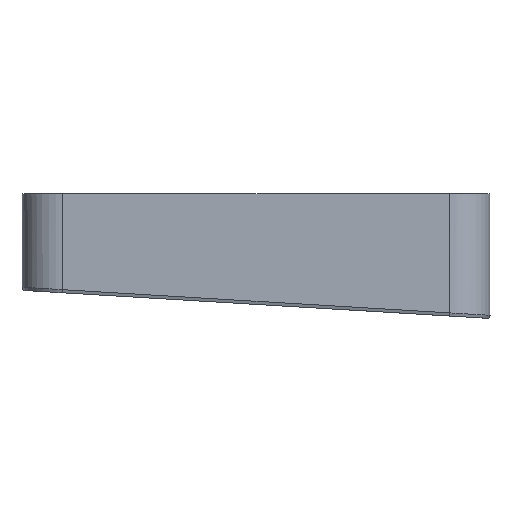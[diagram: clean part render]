
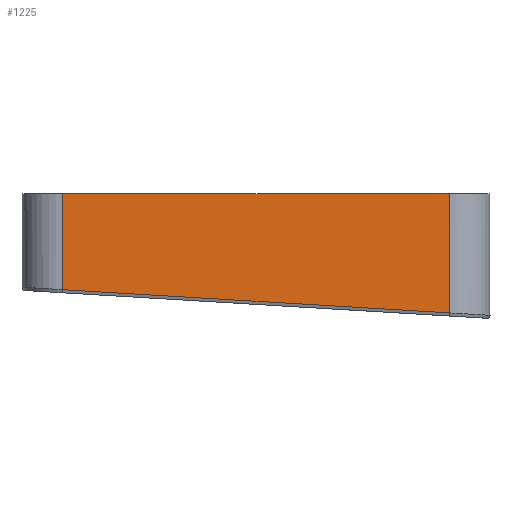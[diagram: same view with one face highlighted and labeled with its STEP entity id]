
A CAD part, left-side view. The second image highlights one B-rep face of the part: STEP entity #1225.
In plain terms, the highlighted planar face has unit normal (-1, 0, 0).
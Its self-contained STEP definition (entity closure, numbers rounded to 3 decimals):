
#126 = PLANE('',#127);
#127 = AXIS2_PLACEMENT_3D('',#128,#129,#130);
#128 = CARTESIAN_POINT('',(0.,0.,40.));
#129 = DIRECTION('',(0.,0.,1.));
#130 = DIRECTION('',(1.,0.,0.));
#379 = EDGE_CURVE('',#380,#382,#384,.T.);
#380 = VERTEX_POINT('',#381);
#381 = CARTESIAN_POINT('',(-115.,-62.,40.));
#382 = VERTEX_POINT('',#383);
#383 = CARTESIAN_POINT('',(-115.,62.,40.));
#384 = SURFACE_CURVE('',#385,(#389,#396),.PCURVE_S1.);
#385 = LINE('',#386,#387);
#386 = CARTESIAN_POINT('',(-115.,-62.,40.));
#387 = VECTOR('',#388,1.);
#388 = DIRECTION('',(0.,1.,0.));
#389 = PCURVE('',#126,#390);
#390 = DEFINITIONAL_REPRESENTATION('',(#391),#395);
#391 = LINE('',#392,#393);
#392 = CARTESIAN_POINT('',(-115.,-62.));
#393 = VECTOR('',#394,1.);
#394 = DIRECTION('',(0.,1.));
#395 = ( GEOMETRIC_REPRESENTATION_CONTEXT(2) 
PARAMETRIC_REPRESENTATION_CONTEXT() REPRESENTATION_CONTEXT('2D SPACE',''
  ) );
#396 = PCURVE('',#397,#402);
#397 = PLANE('',#398);
#398 = AXIS2_PLACEMENT_3D('',#399,#400,#401);
#399 = CARTESIAN_POINT('',(-115.,-62.,0.));
#400 = DIRECTION('',(-1.,0.,0.));
#401 = DIRECTION('',(0.,1.,0.));
#402 = DEFINITIONAL_REPRESENTATION('',(#403),#407);
#403 = LINE('',#404,#405);
#404 = CARTESIAN_POINT('',(0.,-40.));
#405 = VECTOR('',#406,1.);
#406 = DIRECTION('',(1.,0.));
#407 = ( GEOMETRIC_REPRESENTATION_CONTEXT(2) 
PARAMETRIC_REPRESENTATION_CONTEXT() REPRESENTATION_CONTEXT('2D SPACE',''
  ) );
#426 = CYLINDRICAL_SURFACE('',#427,13.);
#427 = AXIS2_PLACEMENT_3D('',#428,#429,#430);
#428 = CARTESIAN_POINT('',(-102.,-62.,0.));
#429 = DIRECTION('',(-0.,-0.,-1.));
#430 = DIRECTION('',(1.,0.,0.));
#595 = CYLINDRICAL_SURFACE('',#596,13.);
#596 = AXIS2_PLACEMENT_3D('',#597,#598,#599);
#597 = CARTESIAN_POINT('',(-102.,62.,0.));
#598 = DIRECTION('',(-0.,-0.,-1.));
#599 = DIRECTION('',(1.,0.,0.));
#1225 = ADVANCED_FACE('',(#1226),#397,.T.);
#1226 = FACE_BOUND('',#1227,.T.);
#1227 = EDGE_LOOP('',(#1228,#1251,#1252,#1275));
#1228 = ORIENTED_EDGE('',*,*,#1229,.T.);
#1229 = EDGE_CURVE('',#1230,#380,#1232,.T.);
#1230 = VERTEX_POINT('',#1231);
#1231 = CARTESIAN_POINT('',(-115.,-62.,1.782));
#1232 = SURFACE_CURVE('',#1233,(#1237,#1244),.PCURVE_S1.);
#1233 = LINE('',#1234,#1235);
#1234 = CARTESIAN_POINT('',(-115.,-62.,0.));
#1235 = VECTOR('',#1236,1.);
#1236 = DIRECTION('',(0.,0.,1.));
#1237 = PCURVE('',#397,#1238);
#1238 = DEFINITIONAL_REPRESENTATION('',(#1239),#1243);
#1239 = LINE('',#1240,#1241);
#1240 = CARTESIAN_POINT('',(0.,0.));
#1241 = VECTOR('',#1242,1.);
#1242 = DIRECTION('',(0.,-1.));
#1243 = ( GEOMETRIC_REPRESENTATION_CONTEXT(2) 
PARAMETRIC_REPRESENTATION_CONTEXT() REPRESENTATION_CONTEXT('2D SPACE',''
  ) );
#1244 = PCURVE('',#426,#1245);
#1245 = DEFINITIONAL_REPRESENTATION('',(#1246),#1250);
#1246 = LINE('',#1247,#1248);
#1247 = CARTESIAN_POINT('',(-3.142,0.));
#1248 = VECTOR('',#1249,1.);
#1249 = DIRECTION('',(-0.,-1.));
#1250 = ( GEOMETRIC_REPRESENTATION_CONTEXT(2) 
PARAMETRIC_REPRESENTATION_CONTEXT() REPRESENTATION_CONTEXT('2D SPACE',''
  ) );
#1251 = ORIENTED_EDGE('',*,*,#379,.T.);
#1252 = ORIENTED_EDGE('',*,*,#1253,.F.);
#1253 = EDGE_CURVE('',#1254,#382,#1256,.T.);
#1254 = VERTEX_POINT('',#1255);
#1255 = CARTESIAN_POINT('',(-115.,62.,9.222));
#1256 = SURFACE_CURVE('',#1257,(#1261,#1268),.PCURVE_S1.);
#1257 = LINE('',#1258,#1259);
#1258 = CARTESIAN_POINT('',(-115.,62.,0.));
#1259 = VECTOR('',#1260,1.);
#1260 = DIRECTION('',(0.,0.,1.));
#1261 = PCURVE('',#397,#1262);
#1262 = DEFINITIONAL_REPRESENTATION('',(#1263),#1267);
#1263 = LINE('',#1264,#1265);
#1264 = CARTESIAN_POINT('',(124.,0.));
#1265 = VECTOR('',#1266,1.);
#1266 = DIRECTION('',(0.,-1.));
#1267 = ( GEOMETRIC_REPRESENTATION_CONTEXT(2) 
PARAMETRIC_REPRESENTATION_CONTEXT() REPRESENTATION_CONTEXT('2D SPACE',''
  ) );
#1268 = PCURVE('',#595,#1269);
#1269 = DEFINITIONAL_REPRESENTATION('',(#1270),#1274);
#1270 = LINE('',#1271,#1272);
#1271 = CARTESIAN_POINT('',(-3.142,0.));
#1272 = VECTOR('',#1273,1.);
#1273 = DIRECTION('',(-0.,-1.));
#1274 = ( GEOMETRIC_REPRESENTATION_CONTEXT(2) 
PARAMETRIC_REPRESENTATION_CONTEXT() REPRESENTATION_CONTEXT('2D SPACE',''
  ) );
#1275 = ORIENTED_EDGE('',*,*,#1276,.F.);
#1276 = EDGE_CURVE('',#1230,#1254,#1277,.T.);
#1277 = SURFACE_CURVE('',#1278,(#1282,#1289),.PCURVE_S1.);
#1278 = LINE('',#1279,#1280);
#1279 = CARTESIAN_POINT('',(-115.,-62.06,1.778));
#1280 = VECTOR('',#1281,1.);
#1281 = DIRECTION('',(0.,0.998,0.06));
#1282 = PCURVE('',#397,#1283);
#1283 = DEFINITIONAL_REPRESENTATION('',(#1284),#1288);
#1284 = LINE('',#1285,#1286);
#1285 = CARTESIAN_POINT('',(-0.06,-1.778));
#1286 = VECTOR('',#1287,1.);
#1287 = DIRECTION('',(0.998,-0.06));
#1288 = ( GEOMETRIC_REPRESENTATION_CONTEXT(2) 
PARAMETRIC_REPRESENTATION_CONTEXT() REPRESENTATION_CONTEXT('2D SPACE',''
  ) );
#1289 = PCURVE('',#1290,#1295);
#1290 = PLANE('',#1291);
#1291 = AXIS2_PLACEMENT_3D('',#1292,#1293,#1294);
#1292 = CARTESIAN_POINT('',(-114.818,-62.03,
    1.279));
#1293 = DIRECTION('',(0.94,-0.02,0.341)
  );
#1294 = DIRECTION('',(0.,-0.998,
    -0.06));
#1295 = DEFINITIONAL_REPRESENTATION('',(#1296),#1300);
#1296 = LINE('',#1297,#1298);
#1297 = CARTESIAN_POINT('',(0.,-0.532));
#1298 = VECTOR('',#1299,1.);
#1299 = DIRECTION('',(-1.,0.));
#1300 = ( GEOMETRIC_REPRESENTATION_CONTEXT(2) 
PARAMETRIC_REPRESENTATION_CONTEXT() REPRESENTATION_CONTEXT('2D SPACE',''
  ) );
